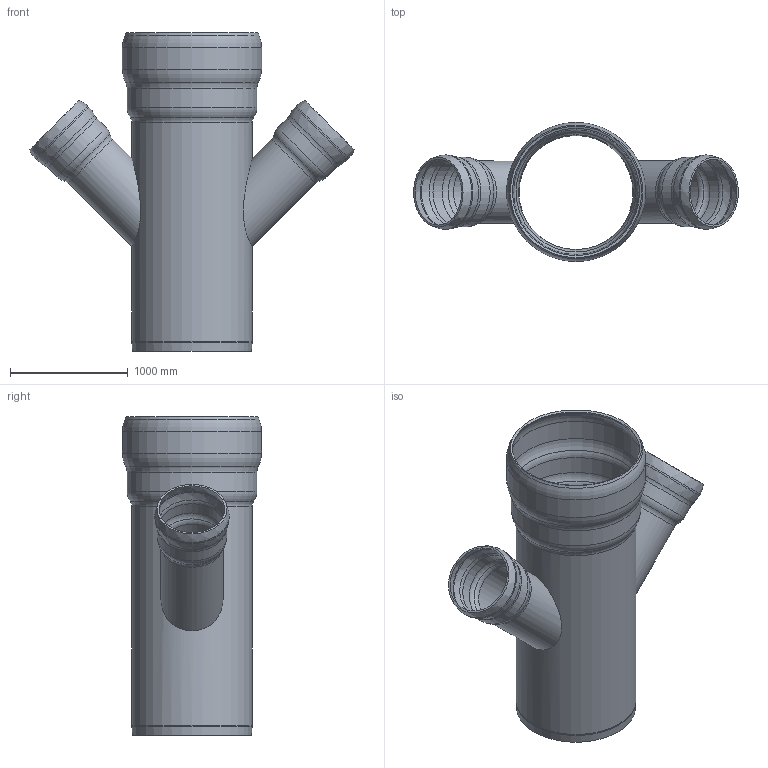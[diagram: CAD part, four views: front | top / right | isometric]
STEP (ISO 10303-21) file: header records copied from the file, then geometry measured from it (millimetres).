
FILE_DESCRIPTION(/* description */ (''),/* implementation_level */ '2;1');
FILE_NAME(/* name */ '00280.DBBX_3D.stp',/* time_stamp */ '2024-12-11T12:41:37+01:00',/* author */ ('CAD'),/* organization */ (''),/* preprocessor_version */ 'ST-DEVELOPER v20',/* originating_system */ 'AutoCAD Mechanical',/* authorisation */ '');
FILE_SCHEMA (('AUTOMOTIVE_DESIGN { 1 0 10303 214 3 1 1 }'));
Length unit declared in the file: centimetre
Products named in the file (2): Product; *S0
Assembly tree (1 placements, depth 2):
  Product
    *S0
Bounding box: 2752.15 x 1180 x 2700 mm (x, y, z)
Volume: 215230049.5 mm3; surface area: 23569453.2 mm2
Topology: 3 solids, 3 shells, 62 faces, 166 edges, 108 vertices
Faces by surface type: torus 24, cylinder 22, bspline 8, cone 6, plane 2
Full cylindrical faces by diameter (mm): 500 x4, 530 x2, 560 x2, 590 x2, 600 x2, 630 x2, 980 x1, 1020 x1, 1060 x1, 1100 x1, 1140 x1, 1180 x1
Entity records: 3025 total; most frequent: CARTESIAN_POINT 1357, DIRECTION 388, ORIENTED_EDGE 332, AXIS2_PLACEMENT_3D 181, EDGE_CURVE 166, CIRCLE 124, VERTEX_POINT 108, EDGE_LOOP 70
